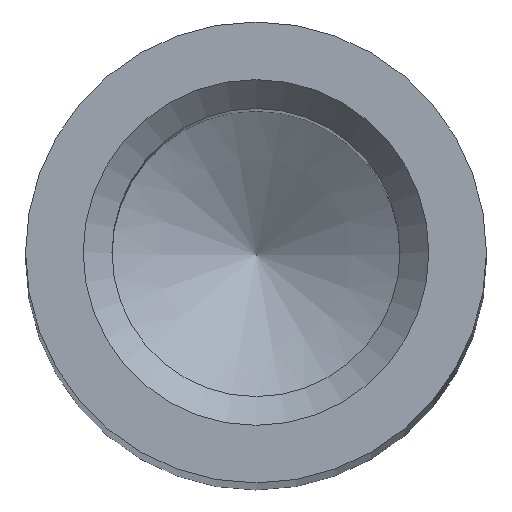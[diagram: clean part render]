
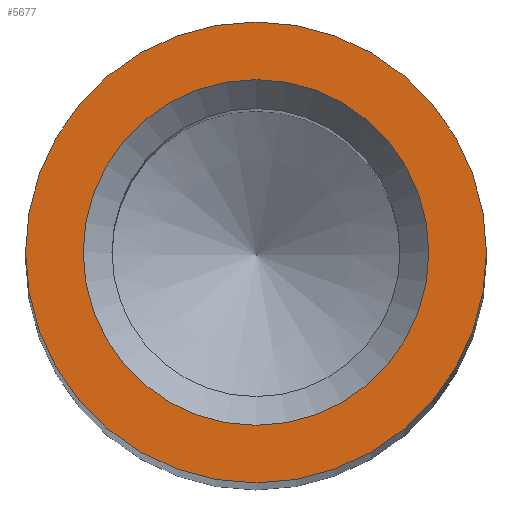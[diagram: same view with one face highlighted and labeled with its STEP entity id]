
A CAD part, top view. The second image highlights one B-rep face of the part: STEP entity #5677.
In plain terms, the highlighted planar face has unit normal (0, 0, 1).
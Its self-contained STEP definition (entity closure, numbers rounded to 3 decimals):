
#228 = EDGE_CURVE ( 'NONE', #6479, #6479, #10378, .T. ) ;
#661 = DIRECTION ( 'NONE',  ( 1., 0., 0. ) ) ;
#1497 = AXIS2_PLACEMENT_3D ( 'NONE', #9983, #3734, #661 ) ;
#2375 = EDGE_CURVE ( 'NONE', #6807, #6807, #12714, .T. ) ;
#2412 = FACE_BOUND ( 'NONE', #6496, .T. ) ;
#2701 = CARTESIAN_POINT ( 'NONE',  ( 0., 0., 35. ) ) ;
#3734 = DIRECTION ( 'NONE',  ( 0., 0., 1. ) ) ;
#4059 = DIRECTION ( 'NONE',  ( 0., 0., -1. ) ) ;
#5066 = CARTESIAN_POINT ( 'NONE',  ( 0., 0., 35. ) ) ;
#5677 = ADVANCED_FACE ( 'NONE', ( #2412, #11995 ), #7999, .T. ) ;
#5857 = DIRECTION ( 'NONE',  ( 0., 0., 1. ) ) ;
#5949 = EDGE_LOOP ( 'NONE', ( #9376 ) ) ;
#6075 = DIRECTION ( 'NONE',  ( 1., 0., 0. ) ) ;
#6171 = ORIENTED_EDGE ( 'NONE', *, *, #228, .T. ) ;
#6479 = VERTEX_POINT ( 'NONE', #11503 ) ;
#6496 = EDGE_LOOP ( 'NONE', ( #6171 ) ) ;
#6807 = VERTEX_POINT ( 'NONE', #10557 ) ;
#7999 = PLANE ( 'NONE',  #11175 ) ;
#8148 = AXIS2_PLACEMENT_3D ( 'NONE', #5066, #4059, #6075 ) ;
#9376 = ORIENTED_EDGE ( 'NONE', *, *, #2375, .T. ) ;
#9983 = CARTESIAN_POINT ( 'NONE',  ( 0., 0., 35. ) ) ;
#10378 = CIRCLE ( 'NONE', #8148, 3. ) ;
#10557 = CARTESIAN_POINT ( 'NONE',  ( 4., 0., 35. ) ) ;
#10900 = DIRECTION ( 'NONE',  ( 1., 0., 0. ) ) ;
#11175 = AXIS2_PLACEMENT_3D ( 'NONE', #2701, #5857, #10900 ) ;
#11503 = CARTESIAN_POINT ( 'NONE',  ( 3., 0., 35. ) ) ;
#11995 = FACE_OUTER_BOUND ( 'NONE', #5949, .T. ) ;
#12714 = CIRCLE ( 'NONE', #1497, 4. ) ;
